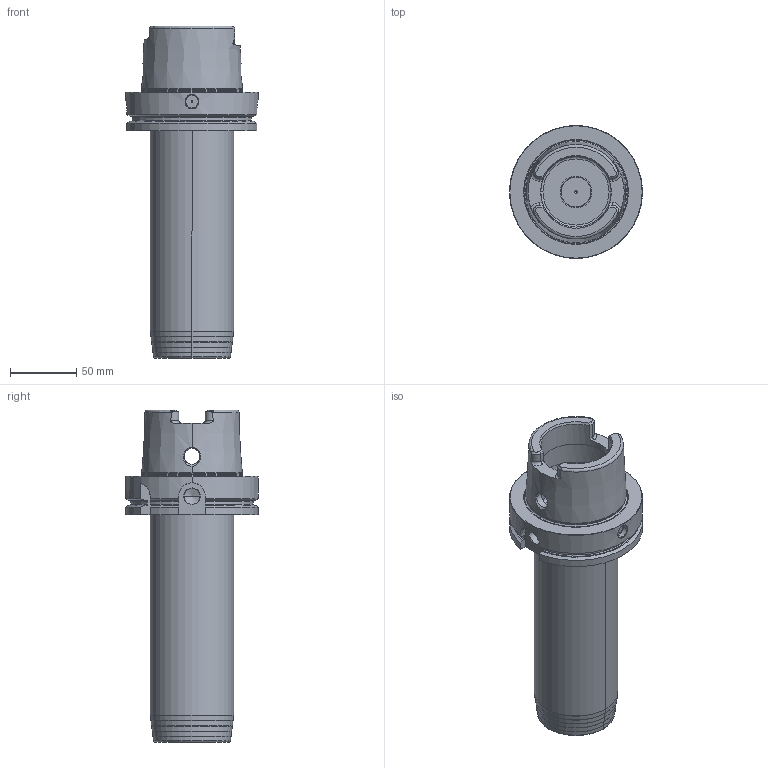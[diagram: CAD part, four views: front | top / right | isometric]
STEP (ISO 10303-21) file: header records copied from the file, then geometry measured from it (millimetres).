
FILE_DESCRIPTION((''),'2;1');
FILE_NAME('30464319','2023-04-19T11:41:36',('bahnemannr'),(''),'CREO PARAMETRIC BY PTC INC, 2021184','CREO PARAMETRIC BY PTC INC, 2021184','');
FILE_SCHEMA(('AP242_MANAGED_MODEL_BASED_3D_ENGINEERING_MIM_LF { 1 0 10303 442 1 1 4 }'));
Length unit declared in the file: millimetre
Products named in the file (1): 30464319
Bounding box: 100 x 100 x 249.9 mm (x, y, z)
Volume: 730697 mm3; surface area: 90132.7 mm2
Topology: 1 solids, 2 shells, 181 faces, 445 edges, 274 vertices
Faces by surface type: cone 50, cylinder 48, plane 45, torus 38
Entity records: 8647 total; most frequent: CARTESIAN_POINT 2729, DIRECTION 935, ORIENTED_EDGE 878, PRESENTATION_STYLE_ASSIGNMENT 446, STYLED_ITEM 446, CURVE_STYLE 444, EDGE_CURVE 441, AXIS2_PLACEMENT_3D 392
